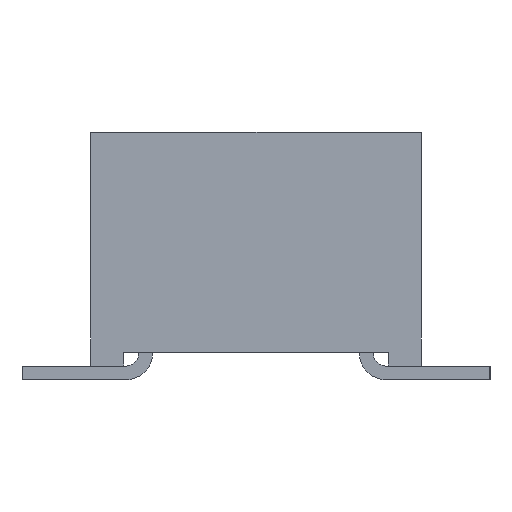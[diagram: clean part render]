
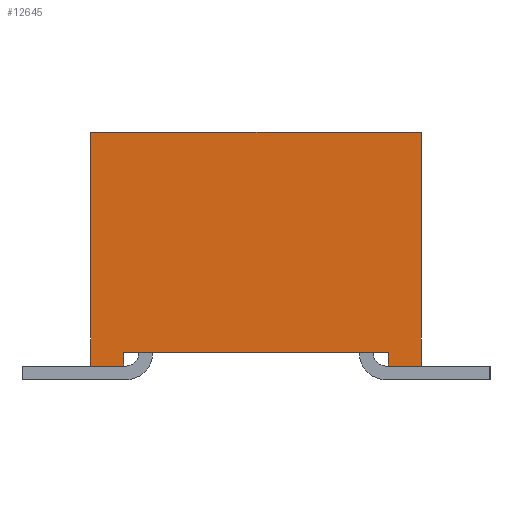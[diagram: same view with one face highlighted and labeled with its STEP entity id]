
A CAD part, left-side view. The second image highlights one B-rep face of the part: STEP entity #12645.
In plain terms, the highlighted planar face has unit normal (-1, 0, 0).
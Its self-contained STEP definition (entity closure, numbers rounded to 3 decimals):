
#12645 = ADVANCED_FACE('',(#12646),#12712,.F.);
#12646 = FACE_BOUND('',#12647,.T.);
#12647 = EDGE_LOOP('',(#12648,#12658,#12666,#12674,#12682,#12690,#12698,
    #12706));
#12648 = ORIENTED_EDGE('',*,*,#12649,.T.);
#12649 = EDGE_CURVE('',#12650,#12652,#12654,.T.);
#12650 = VERTEX_POINT('',#12651);
#12651 = CARTESIAN_POINT('',(-30.061,-1.219,0.277));
#12652 = VERTEX_POINT('',#12653);
#12653 = CARTESIAN_POINT('',(-30.061,-1.219,0.15));
#12654 = LINE('',#12655,#12656);
#12655 = CARTESIAN_POINT('',(-30.061,-1.219,0.277));
#12656 = VECTOR('',#12657,1.);
#12657 = DIRECTION('',(0.,0.,-1.));
#12658 = ORIENTED_EDGE('',*,*,#12659,.T.);
#12659 = EDGE_CURVE('',#12652,#12660,#12662,.T.);
#12660 = VERTEX_POINT('',#12661);
#12661 = CARTESIAN_POINT('',(-30.061,-1.524,0.15));
#12662 = LINE('',#12663,#12664);
#12663 = CARTESIAN_POINT('',(-30.061,1.524,0.15));
#12664 = VECTOR('',#12665,1.);
#12665 = DIRECTION('',(0.,-1.,0.));
#12666 = ORIENTED_EDGE('',*,*,#12667,.F.);
#12667 = EDGE_CURVE('',#12668,#12660,#12670,.T.);
#12668 = VERTEX_POINT('',#12669);
#12669 = CARTESIAN_POINT('',(-30.061,-1.524,2.309));
#12670 = LINE('',#12671,#12672);
#12671 = CARTESIAN_POINT('',(-30.061,-1.524,2.309));
#12672 = VECTOR('',#12673,1.);
#12673 = DIRECTION('',(0.,0.,-1.));
#12674 = ORIENTED_EDGE('',*,*,#12675,.F.);
#12675 = EDGE_CURVE('',#12676,#12668,#12678,.T.);
#12676 = VERTEX_POINT('',#12677);
#12677 = CARTESIAN_POINT('',(-30.061,1.524,2.309));
#12678 = LINE('',#12679,#12680);
#12679 = CARTESIAN_POINT('',(-30.061,1.524,2.309));
#12680 = VECTOR('',#12681,1.);
#12681 = DIRECTION('',(0.,-1.,0.));
#12682 = ORIENTED_EDGE('',*,*,#12683,.T.);
#12683 = EDGE_CURVE('',#12676,#12684,#12686,.T.);
#12684 = VERTEX_POINT('',#12685);
#12685 = CARTESIAN_POINT('',(-30.061,1.524,0.15));
#12686 = LINE('',#12687,#12688);
#12687 = CARTESIAN_POINT('',(-30.061,1.524,2.309));
#12688 = VECTOR('',#12689,1.);
#12689 = DIRECTION('',(0.,0.,-1.));
#12690 = ORIENTED_EDGE('',*,*,#12691,.T.);
#12691 = EDGE_CURVE('',#12684,#12692,#12694,.T.);
#12692 = VERTEX_POINT('',#12693);
#12693 = CARTESIAN_POINT('',(-30.061,1.219,0.15));
#12694 = LINE('',#12695,#12696);
#12695 = CARTESIAN_POINT('',(-30.061,1.524,0.15));
#12696 = VECTOR('',#12697,1.);
#12697 = DIRECTION('',(0.,-1.,0.));
#12698 = ORIENTED_EDGE('',*,*,#12699,.T.);
#12699 = EDGE_CURVE('',#12692,#12700,#12702,.T.);
#12700 = VERTEX_POINT('',#12701);
#12701 = CARTESIAN_POINT('',(-30.061,1.219,0.277));
#12702 = LINE('',#12703,#12704);
#12703 = CARTESIAN_POINT('',(-30.061,1.219,0.023));
#12704 = VECTOR('',#12705,1.);
#12705 = DIRECTION('',(0.,0.,1.));
#12706 = ORIENTED_EDGE('',*,*,#12707,.T.);
#12707 = EDGE_CURVE('',#12700,#12650,#12708,.T.);
#12708 = LINE('',#12709,#12710);
#12709 = CARTESIAN_POINT('',(-30.061,1.219,0.277));
#12710 = VECTOR('',#12711,1.);
#12711 = DIRECTION('',(0.,-1.,0.));
#12712 = PLANE('',#12713);
#12713 = AXIS2_PLACEMENT_3D('',#12714,#12715,#12716);
#12714 = CARTESIAN_POINT('',(-30.061,1.524,2.309));
#12715 = DIRECTION('',(1.,0.,0.));
#12716 = DIRECTION('',(0.,1.,0.));
